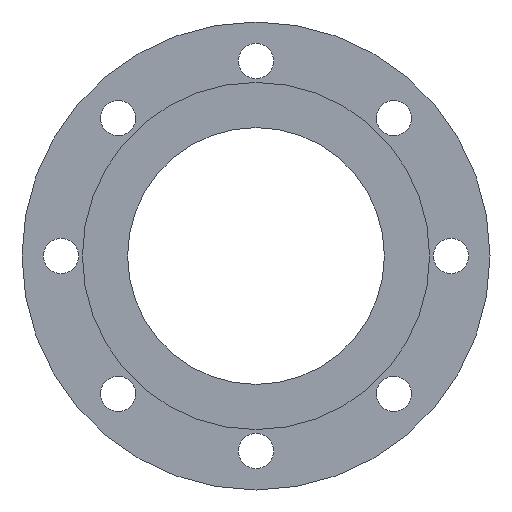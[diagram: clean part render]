
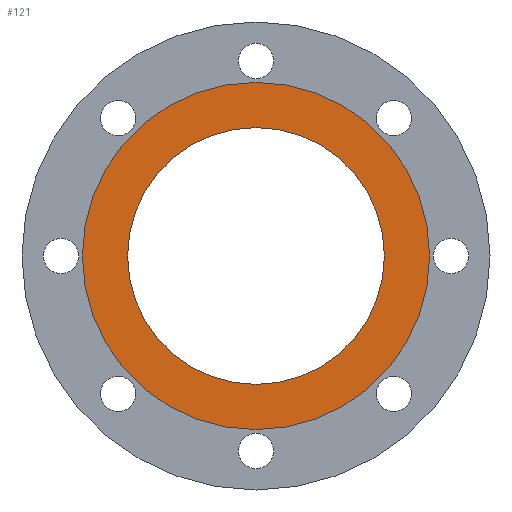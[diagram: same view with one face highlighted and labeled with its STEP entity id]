
A CAD part, front view. The second image highlights one B-rep face of the part: STEP entity #121.
In plain terms, the highlighted planar face has unit normal (0, -1, 0).
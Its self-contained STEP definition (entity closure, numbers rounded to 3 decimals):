
#12 = CIRCLE ( 'NONE', #784, 65.85 ) ;
#36 = ORIENTED_EDGE ( 'NONE', *, *, #382, .F. ) ;
#42 = EDGE_CURVE ( 'NONE', #481, #323, #12, .T. ) ;
#67 = DIRECTION ( 'NONE',  ( 0., 0., -1. ) ) ;
#71 = EDGE_LOOP ( 'NONE', ( #36, #499 ) ) ;
#121 = ADVANCED_FACE ( 'NONE', ( #393, #1074 ), #892, .T. ) ;
#134 = CIRCLE ( 'NONE', #1041, 89. ) ;
#150 = DIRECTION ( 'NONE',  ( 0., 0., 1. ) ) ;
#155 = DIRECTION ( 'NONE',  ( 0., 1., 0. ) ) ;
#182 = CIRCLE ( 'NONE', #472, 65.85 ) ;
#227 = CARTESIAN_POINT ( 'NONE',  ( 0., 0., 0. ) ) ;
#237 = CARTESIAN_POINT ( 'NONE',  ( 0., 0., 0. ) ) ;
#247 = VERTEX_POINT ( 'NONE', #547 ) ;
#302 = EDGE_CURVE ( 'NONE', #323, #481, #182, .T. ) ;
#323 = VERTEX_POINT ( 'NONE', #338 ) ;
#338 = CARTESIAN_POINT ( 'NONE',  ( 0., 0., -65.85 ) ) ;
#353 = AXIS2_PLACEMENT_3D ( 'NONE', #741, #818, #67 ) ;
#378 = AXIS2_PLACEMENT_3D ( 'NONE', #237, #576, #150 ) ;
#382 = EDGE_CURVE ( 'NONE', #755, #247, #466, .T. ) ;
#393 = FACE_BOUND ( 'NONE', #505, .T. ) ;
#429 = ORIENTED_EDGE ( 'NONE', *, *, #42, .T. ) ;
#463 = CARTESIAN_POINT ( 'NONE',  ( 0., 0., 0. ) ) ;
#466 = CIRCLE ( 'NONE', #378, 89. ) ;
#468 = DIRECTION ( 'NONE',  ( 0., 0., 1. ) ) ;
#472 = AXIS2_PLACEMENT_3D ( 'NONE', #227, #155, #1095 ) ;
#481 = VERTEX_POINT ( 'NONE', #517 ) ;
#487 = CARTESIAN_POINT ( 'NONE',  ( 0., 0., 89. ) ) ;
#499 = ORIENTED_EDGE ( 'NONE', *, *, #1060, .F. ) ;
#505 = EDGE_LOOP ( 'NONE', ( #429, #948 ) ) ;
#517 = CARTESIAN_POINT ( 'NONE',  ( 0., 0., 65.85 ) ) ;
#547 = CARTESIAN_POINT ( 'NONE',  ( 0., 0., -89. ) ) ;
#553 = DIRECTION ( 'NONE',  ( 0., 1., 0. ) ) ;
#576 = DIRECTION ( 'NONE',  ( 0., 1., 0. ) ) ;
#733 = CARTESIAN_POINT ( 'NONE',  ( 0., 0., 0. ) ) ;
#741 = CARTESIAN_POINT ( 'NONE',  ( 0., 0., 65.85 ) ) ;
#747 = DIRECTION ( 'NONE',  ( 0., 1., 0. ) ) ;
#755 = VERTEX_POINT ( 'NONE', #487 ) ;
#784 = AXIS2_PLACEMENT_3D ( 'NONE', #733, #747, #897 ) ;
#818 = DIRECTION ( 'NONE',  ( 0., -1., 0. ) ) ;
#892 = PLANE ( 'NONE',  #353 ) ;
#897 = DIRECTION ( 'NONE',  ( 0., 0., 1. ) ) ;
#948 = ORIENTED_EDGE ( 'NONE', *, *, #302, .T. ) ;
#1041 = AXIS2_PLACEMENT_3D ( 'NONE', #463, #553, #468 ) ;
#1060 = EDGE_CURVE ( 'NONE', #247, #755, #134, .T. ) ;
#1074 = FACE_OUTER_BOUND ( 'NONE', #71, .T. ) ;
#1095 = DIRECTION ( 'NONE',  ( 0., 0., 1. ) ) ;
